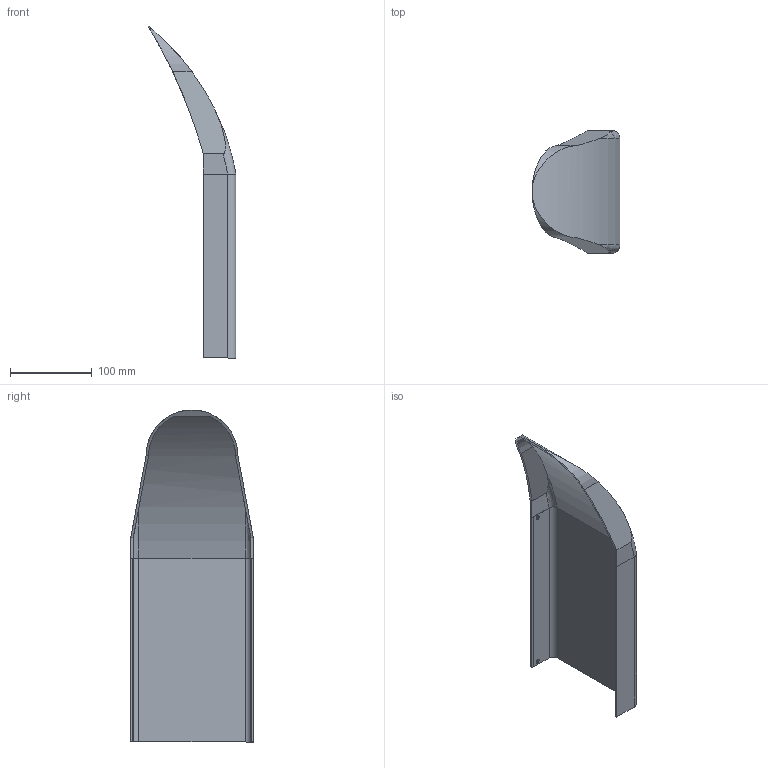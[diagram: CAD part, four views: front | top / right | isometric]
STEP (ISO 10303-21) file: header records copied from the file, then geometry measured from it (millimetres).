
FILE_DESCRIPTION(/* description */ (''),/* implementation_level */ '2;1');
FILE_NAME(/* name */ 'FrontCover.stp',/* time_stamp */ '2025-08-12T00:23:49-04:00',/* author */ ('Cupri'),/* organization */ (''),/* preprocessor_version */ 'ST-DEVELOPER v20.1',/* originating_system */ 'Autodesk Inventor 2026',/* authorisation */ '');
FILE_SCHEMA (('CONFIG_CONTROL_DESIGN'));
Length unit declared in the file: millimetre
Products named in the file (1): FrontCover
Bounding box: 107.6 x 150 x 406.25 mm (x, y, z)
Volume: 245721.7 mm3; surface area: 168877.6 mm2
Topology: 2 solids, 2 shells, 54 faces, 135 edges, 87 vertices
Faces by surface type: plane 31, cylinder 12, torus 6, bspline 5
Full cylindrical faces by diameter (mm): 5.3 x2, 8.5 x2
Entity records: 3173 total; most frequent: CARTESIAN_POINT 1866, ORIENTED_EDGE 270, DIRECTION 242, EDGE_CURVE 135, VERTEX_POINT 87, AXIS2_PLACEMENT_3D 82, LINE 78, VECTOR 78
